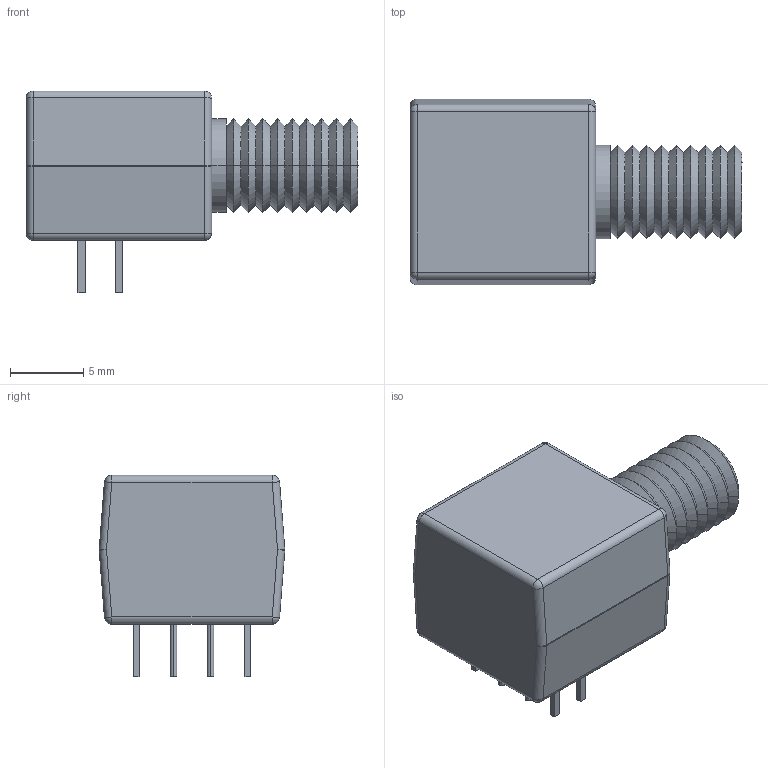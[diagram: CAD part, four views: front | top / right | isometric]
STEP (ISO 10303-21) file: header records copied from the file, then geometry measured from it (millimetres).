
FILE_DESCRIPTION((''),'2;1');
FILE_NAME('HFBR-2602Z.stp','2011-09-20T17:14:58',(''),(''),'Mechanical Desktop 2011','Mechanical Desktop 2011',', , ');
FILE_SCHEMA(('AUTOMOTIVE_DESIGN { 1 2 10303 214 1 1 1 1 }'));
Length unit declared in the file: millimetre
Products named in the file (1): Product
Bounding box: 22.7 x 12.7 x 13.8 mm (x, y, z)
Volume: 1755.2 mm3; surface area: 1610.5 mm2
Topology: 20 solids, 20 shells, 144 faces, 284 edges, 154 vertices
Faces by surface type: cylinder 52, plane 40, cone 36, sphere 12, bspline 4
Entity records: 3646 total; most frequent: DIRECTION 680, CARTESIAN_POINT 587, ORIENTED_EDGE 552, EDGE_CURVE 276, AXIS2_PLACEMENT_3D 263, VERTEX_POINT 154, VECTOR 154, LINE 154
